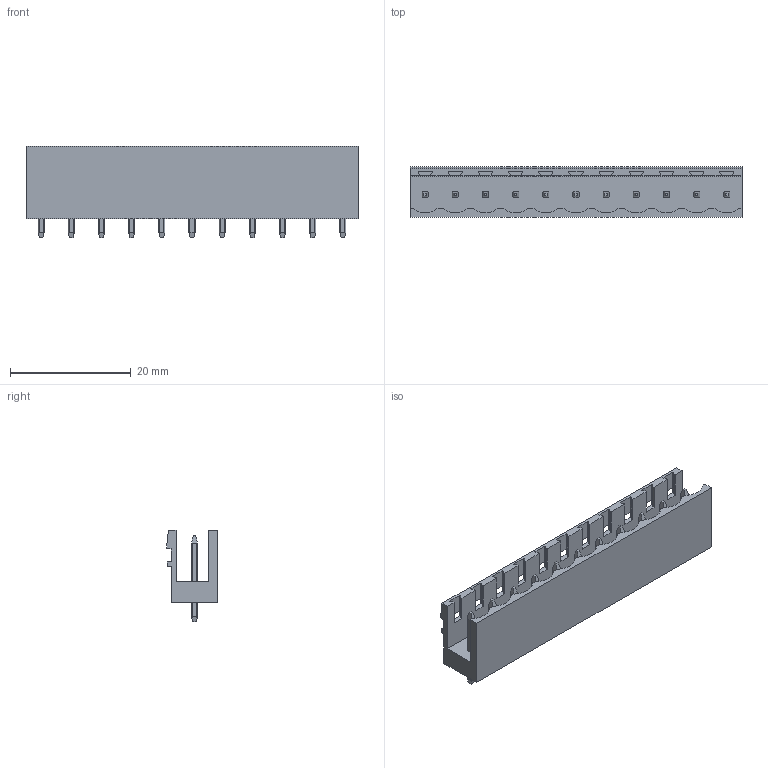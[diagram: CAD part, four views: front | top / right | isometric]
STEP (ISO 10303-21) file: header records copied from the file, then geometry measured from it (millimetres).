
FILE_DESCRIPTION(('CATIA V5 STEP Exchange','CAx-IF Rec.Pracs.--- Model Styling and Organization---1.2---2011-12-15'),'2;1');
FILE_NAME ('D1457119_0_1841020000_1841020000.stp','2018-11-20T03:36:37+00:00',('none'),('Weidmueller'),'CATIA Version 5-6 Release 2014','CATIA V5 STEP AP214','none');
FILE_SCHEMA(('AUTOMOTIVE_DESIGN { 1 0 10303 214 1 1 1 1 }'));
Length unit declared in the file: millimetre
Products named in the file (1): 1841020000
Bounding box: 55 x 8.43 x 15.2 mm (x, y, z)
Volume: 2502.6 mm3; surface area: 4096.4 mm2
Topology: 12 solids, 12 shells, 415 faces, 1247 edges, 834 vertices
Faces by surface type: plane 314, cylinder 101
Entity records: 13039 total; most frequent: CARTESIAN_POINT 2937, ORIENTED_EDGE 2494, DIRECTION 1461, EDGE_CURVE 1247, VECTOR 869, LINE 869, VERTEX_POINT 834, EDGE_LOOP 437
